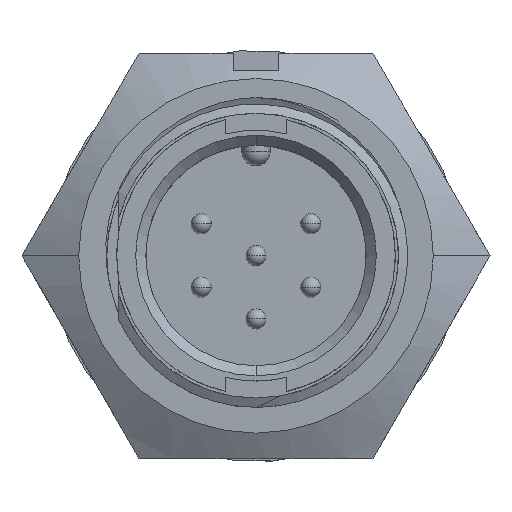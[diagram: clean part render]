
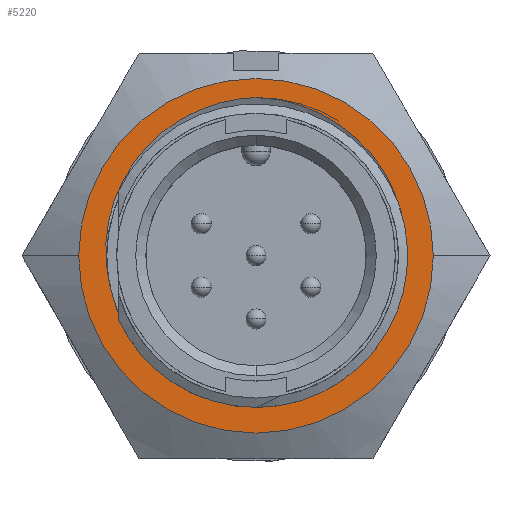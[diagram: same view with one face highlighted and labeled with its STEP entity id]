
A CAD part, top view. The second image highlights one B-rep face of the part: STEP entity #5220.
In plain terms, the highlighted planar face has unit normal (0, 0, 1).
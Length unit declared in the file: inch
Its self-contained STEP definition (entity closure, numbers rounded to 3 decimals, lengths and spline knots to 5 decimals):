
#704 = VERTEX_POINT ( 'NONE', #9054 ) ;
#705 = CARTESIAN_POINT ( 'NONE',  ( -0.29136, -0.04691, -0.3192 ) ) ;
#764 = CARTESIAN_POINT ( 'NONE',  ( -0.21858, 0.21298, -0.3192 ) ) ;
#1059 = CARTESIAN_POINT ( 'NONE',  ( 0.20255, 0.22923, -0.3192 ) ) ;
#1394 = B_SPLINE_CURVE_WITH_KNOTS ( 'NONE', 3,
 ( #9530, #705, #3259, #12129, #4558, #13456, #5795, #14750, #7027, #16033, #8316, #764, #9580, #2045, #10897, #3311, #12190, #4617, #13511, #5843 ),
 .UNSPECIFIED., .F., .F.,
 ( 4, 2, 2, 2, 2, 2, 2, 2, 2, 4 ),
 ( 0., 0.00086, 0.00171, 0.00343, 0.00514, 0.00685, 0.00856, 0.01028, 0.01199, 0.0137 ),
 .UNSPECIFIED. ) ;
#1628 = EDGE_CURVE ( 'NONE', #3930, #11353, #16233, .T. ) ;
#1823 = EDGE_LOOP ( 'NONE', ( #11131, #10293 ) ) ;
#2045 = CARTESIAN_POINT ( 'NONE',  ( -0.16811, 0.25734, -0.3192 ) ) ;
#2318 = CARTESIAN_POINT ( 'NONE',  ( 0.24626, 0.1778, -0.3192 ) ) ;
#2402 = EDGE_CURVE ( 'NONE', #11353, #3930, #4651, .T. ) ;
#2623 = FACE_BOUND ( 'NONE', #13621, .T. ) ;
#2757 = VERTEX_POINT ( 'NONE', #9198 ) ;
#3203 = CARTESIAN_POINT ( 'NONE',  ( -0.23094, -0.4, -0.3192 ) ) ;
#3259 = CARTESIAN_POINT ( 'NONE',  ( -0.29331, -0.03584, -0.3192 ) ) ;
#3311 = CARTESIAN_POINT ( 'NONE',  ( -0.10971, 0.28953, -0.3192 ) ) ;
#3555 = CARTESIAN_POINT ( 'NONE',  ( 0., 0.3125, -0.3192 ) ) ;
#3615 = CARTESIAN_POINT ( 'NONE',  ( 0.27742, 0.11786, -0.3192 ) ) ;
#3930 = VERTEX_POINT ( 'NONE', #15336 ) ;
#4448 = AXIS2_PLACEMENT_3D ( 'NONE', #6909, #6852, #6797 ) ;
#4471 = AXIS2_PLACEMENT_3D ( 'NONE', #3203, #15980, #8255 ) ;
#4558 = CARTESIAN_POINT ( 'NONE',  ( -0.2966, -0.00224, -0.3192 ) ) ;
#4617 = CARTESIAN_POINT ( 'NONE',  ( -0.04496, 0.30862, -0.3192 ) ) ;
#4651 = CIRCLE ( 'NONE', #15254, 0.35 ) ;
#4828 = CARTESIAN_POINT ( 'NONE',  ( 0.02246, 0.31119, -0.3192 ) ) ;
#4880 = CARTESIAN_POINT ( 'NONE',  ( 0.2943, 0.05334, -0.3192 ) ) ;
#5083 = CARTESIAN_POINT ( 'NONE',  ( 0., 0., -0.3192 ) ) ;
#5220 = ADVANCED_FACE ( 'NONE', ( #2623, #13189 ), #6974, .F. ) ;
#5223 = EDGE_CURVE ( 'NONE', #10130, #704, #1394, .T. ) ;
#5795 = CARTESIAN_POINT ( 'NONE',  ( -0.2943, 0.05346, -0.3192 ) ) ;
#5843 = CARTESIAN_POINT ( 'NONE',  ( 0., 0.3125, -0.3192 ) ) ;
#5918 = ORIENTED_EDGE ( 'NONE', *, *, #5223, .T. ) ;
#6059 = CARTESIAN_POINT ( 'NONE',  ( 0.0558, 0.30585, -0.3192 ) ) ;
#6116 = CARTESIAN_POINT ( 'NONE',  ( 0.29654, -0.01383, -0.3192 ) ) ;
#6291 = DIRECTION ( 'NONE',  ( 1., 0., 0. ) ) ;
#6797 = DIRECTION ( 'NONE',  ( -1., 0., 0. ) ) ;
#6852 = DIRECTION ( 'NONE',  ( 0., 0., -1. ) ) ;
#6909 = CARTESIAN_POINT ( 'NONE',  ( 0., 0., -0.3192 ) ) ;
#6974 = PLANE ( 'NONE',  #4471 ) ;
#7027 = CARTESIAN_POINT ( 'NONE',  ( -0.27717, 0.11846, -0.3192 ) ) ;
#7307 = CARTESIAN_POINT ( 'NONE',  ( 0.1092, 0.28976, -0.3192 ) ) ;
#7369 = CARTESIAN_POINT ( 'NONE',  ( 0.28876, -0.05788, -0.3192 ) ) ;
#7578 = EDGE_CURVE ( 'NONE', #704, #2757, #7628, .T. ) ;
#7628 = B_SPLINE_CURVE_WITH_KNOTS ( 'NONE', 3,
 ( #3555, #9807, #4828, #13734, #6059, #15050, #7307, #16319, #8597, #1059, #9873, #2318, #11193, #3615, #12475, #4880, #13790, #6116, #15103, #7369 ),
 .UNSPECIFIED., .F., .F.,
 ( 4, 2, 2, 2, 2, 2, 2, 2, 2, 4 ),
 ( 0., 0.00086, 0.00171, 0.00343, 0.00514, 0.00685, 0.00856, 0.01028, 0.01199, 0.0137 ),
 .UNSPECIFIED. ) ;
#7797 = ORIENTED_EDGE ( 'NONE', *, *, #11325, .F. ) ;
#8255 = DIRECTION ( 'NONE',  ( -1., 0., 0. ) ) ;
#8299 = CIRCLE ( 'NONE', #13994, 0.2945 ) ;
#8316 = CARTESIAN_POINT ( 'NONE',  ( -0.24611, 0.178, -0.3192 ) ) ;
#8597 = CARTESIAN_POINT ( 'NONE',  ( 0.16807, 0.25734, -0.3192 ) ) ;
#8931 = DIRECTION ( 'NONE',  ( -1., 0., 0. ) ) ;
#9054 = CARTESIAN_POINT ( 'NONE',  ( 0., 0.3125, -0.3192 ) ) ;
#9198 = CARTESIAN_POINT ( 'NONE',  ( 0.28876, -0.05788, -0.3192 ) ) ;
#9530 = CARTESIAN_POINT ( 'NONE',  ( -0.28876, -0.05788, -0.3192 ) ) ;
#9580 = CARTESIAN_POINT ( 'NONE',  ( -0.20298, 0.22885, -0.3192 ) ) ;
#9807 = CARTESIAN_POINT ( 'NONE',  ( 0.01126, 0.31215, -0.3192 ) ) ;
#9873 = CARTESIAN_POINT ( 'NONE',  ( 0.21849, 0.2131, -0.3192 ) ) ;
#10130 = VERTEX_POINT ( 'NONE', #16070 ) ;
#10293 = ORIENTED_EDGE ( 'NONE', *, *, #1628, .F. ) ;
#10500 = DIRECTION ( 'NONE',  ( 0., 0., -1. ) ) ;
#10559 = CARTESIAN_POINT ( 'NONE',  ( 0., 0., -0.3192 ) ) ;
#10897 = CARTESIAN_POINT ( 'NONE',  ( -0.14941, 0.26946, -0.3192 ) ) ;
#11131 = ORIENTED_EDGE ( 'NONE', *, *, #2402, .F. ) ;
#11193 = CARTESIAN_POINT ( 'NONE',  ( 0.25816, 0.15857, -0.3192 ) ) ;
#11325 = EDGE_CURVE ( 'NONE', #10130, #2757, #8299, .T. ) ;
#11353 = VERTEX_POINT ( 'NONE', #15252 ) ;
#12129 = CARTESIAN_POINT ( 'NONE',  ( -0.29594, -0.01351, -0.3192 ) ) ;
#12190 = CARTESIAN_POINT ( 'NONE',  ( -0.0885, 0.29751, -0.3192 ) ) ;
#12475 = CARTESIAN_POINT ( 'NONE',  ( 0.28463, 0.09675, -0.3192 ) ) ;
#13189 = FACE_OUTER_BOUND ( 'NONE', #1823, .T. ) ;
#13456 = CARTESIAN_POINT ( 'NONE',  ( -0.2967, 0.03127, -0.3192 ) ) ;
#13511 = CARTESIAN_POINT ( 'NONE',  ( -0.02252, 0.3118, -0.3192 ) ) ;
#13621 = EDGE_LOOP ( 'NONE', ( #5918, #14923, #7797 ) ) ;
#13734 = CARTESIAN_POINT ( 'NONE',  ( 0.04473, 0.30804, -0.3192 ) ) ;
#13790 = CARTESIAN_POINT ( 'NONE',  ( 0.29673, 0.03074, -0.3192 ) ) ;
#13989 = DIRECTION ( 'NONE',  ( 0., 0., 1. ) ) ;
#13994 = AXIS2_PLACEMENT_3D ( 'NONE', #5083, #13989, #6291 ) ;
#14750 = CARTESIAN_POINT ( 'NONE',  ( -0.28445, 0.09743, -0.3192 ) ) ;
#14923 = ORIENTED_EDGE ( 'NONE', *, *, #7578, .T. ) ;
#15050 = CARTESIAN_POINT ( 'NONE',  ( 0.08828, 0.29757, -0.3192 ) ) ;
#15103 = CARTESIAN_POINT ( 'NONE',  ( 0.29395, -0.03594, -0.3192 ) ) ;
#15252 = CARTESIAN_POINT ( 'NONE',  ( -0.35, 0., -0.3192 ) ) ;
#15254 = AXIS2_PLACEMENT_3D ( 'NONE', #10559, #10500, #8931 ) ;
#15336 = CARTESIAN_POINT ( 'NONE',  ( 0.35, 0., -0.3192 ) ) ;
#15980 = DIRECTION ( 'NONE',  ( 0., 0., -1. ) ) ;
#16033 = CARTESIAN_POINT ( 'NONE',  ( -0.25809, 0.15867, -0.3192 ) ) ;
#16070 = CARTESIAN_POINT ( 'NONE',  ( -0.28876, -0.05788, -0.3192 ) ) ;
#16233 = CIRCLE ( 'NONE', #4448, 0.35 ) ;
#16319 = CARTESIAN_POINT ( 'NONE',  ( 0.14943, 0.26947, -0.3192 ) ) ;
